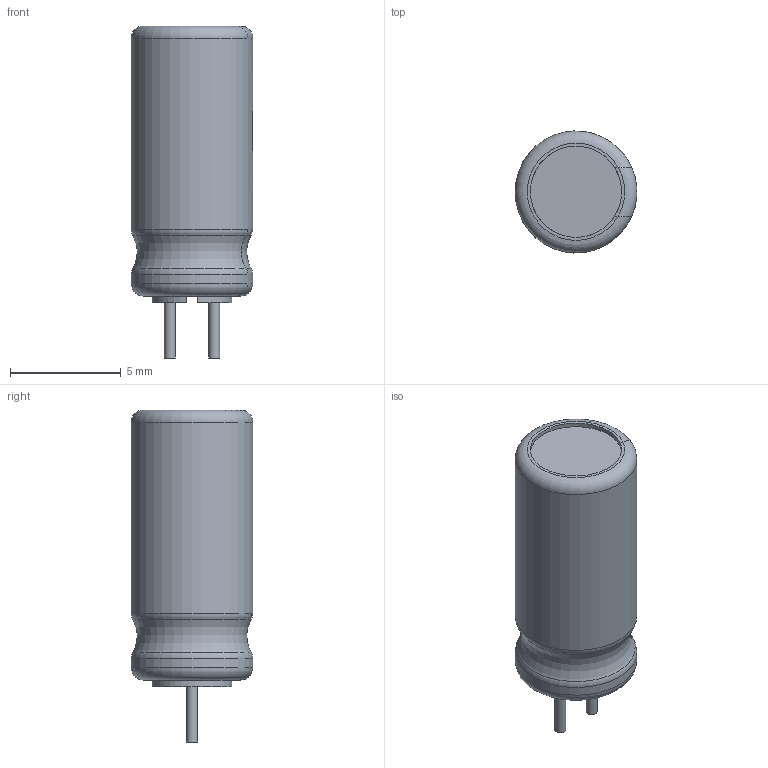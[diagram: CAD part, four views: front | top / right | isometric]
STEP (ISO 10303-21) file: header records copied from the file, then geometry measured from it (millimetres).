
FILE_DESCRIPTION(('STEP AP214'), '1');
FILE_NAME('CAP_RAD_D5x11_POL_BK', '2016-12-10T14:27:48', ('Nobody'), (''), 'ASCON STEP Converter 1.3', 'ASCON Math Kernel', '');
FILE_SCHEMA(('AUTOMOTIVE_DESIGN { 1 0 10303 214 3 1 1}'));
Length unit declared in the file: millimetre
Bounding box: 5.5 x 5.5 x 15 mm (x, y, z)
Volume: 278 mm3; surface area: 295.5 mm2
Topology: 3 solids, 3 shells, 44 faces, 95 edges, 61 vertices
Faces by surface type: cylinder 18, plane 16, torus 10
Full cylindrical faces by diameter (mm): 0.5 x2, 4.125 x2
Entity records: 1721 total; most frequent: CARTESIAN_POINT 355, DIRECTION 209, ORIENTED_EDGE 182, EDGE_CURVE 91, AXIS2_PLACEMENT_3D 89, VERTEX_POINT 61, EDGE_LOOP 52, COLOUR_RGB 47
